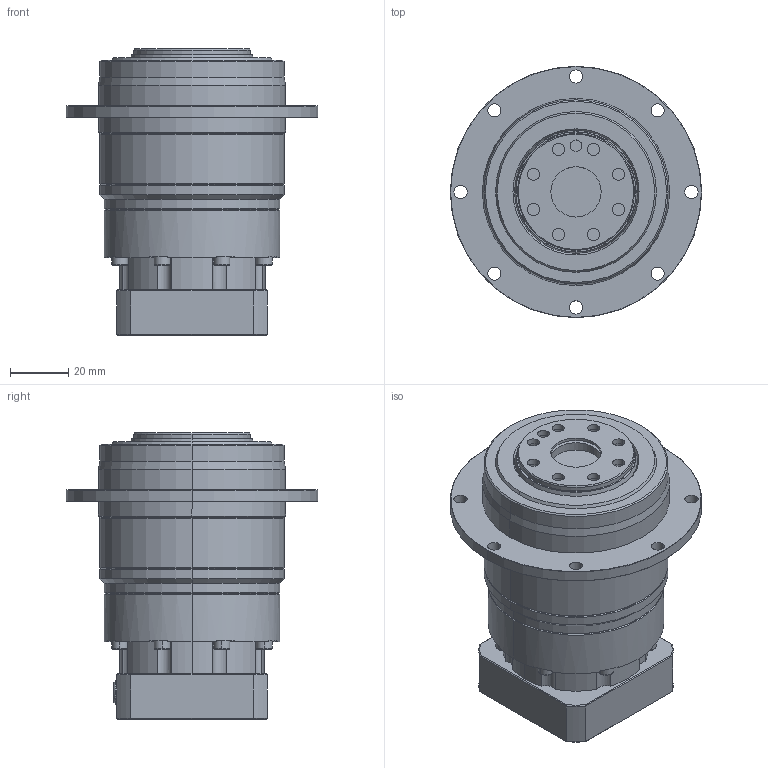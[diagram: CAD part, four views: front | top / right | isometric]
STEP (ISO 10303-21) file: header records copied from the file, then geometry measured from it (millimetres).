
FILE_DESCRIPTION (( 'STEP AP214' ), '1' );
FILE_NAME ('PGD064-50A1.STEP', '2015-07-01T19:31:47', ( '' ), ( '' ), 'SwSTEP 2.0', 'SolidWorks 2015', '' );
FILE_SCHEMA (( 'AUTOMOTIVE_DESIGN' ));
Length unit declared in the file: millimetre
Products named in the file (1): PGD064-50A1
Bounding box: 86 x 86 x 98 mm (x, y, z)
Volume: 272272.3 mm3; surface area: 47289.7 mm2
Topology: 15 solids, 15 shells, 502 faces, 1168 edges, 750 vertices
Faces by surface type: plane 237, cylinder 188, cone 51, torus 26
Entity records: 14818 total; most frequent: CARTESIAN_POINT 2680, DIRECTION 2651, ORIENTED_EDGE 2336, EDGE_CURVE 1168, AXIS2_PLACEMENT_3D 1010, VERTEX_POINT 750, VECTOR 631, LINE 631
